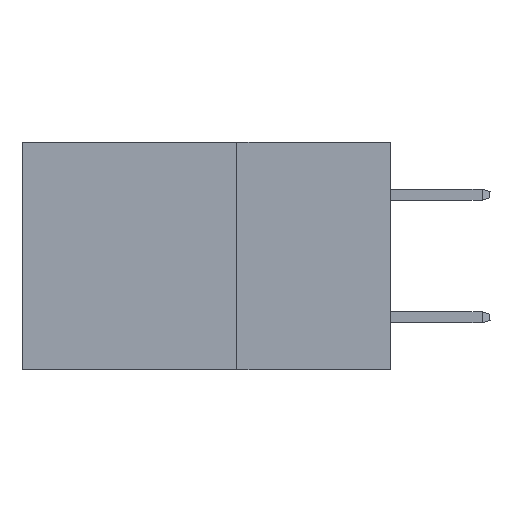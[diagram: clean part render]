
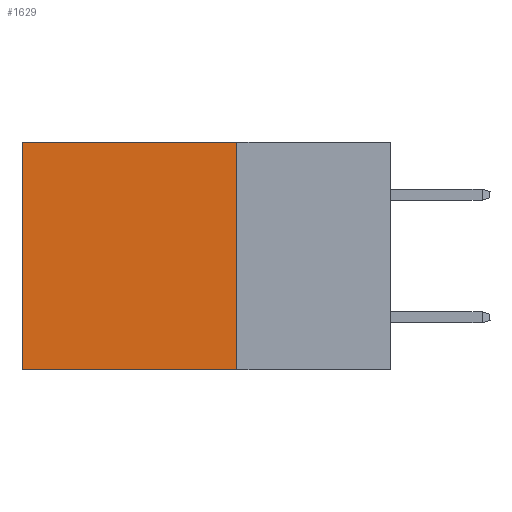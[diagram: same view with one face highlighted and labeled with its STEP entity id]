
A CAD part, left-side view. The second image highlights one B-rep face of the part: STEP entity #1629.
In plain terms, the highlighted planar face has unit normal (-1, 0, 0).
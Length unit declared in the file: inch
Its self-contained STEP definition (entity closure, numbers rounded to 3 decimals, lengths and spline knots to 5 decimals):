
#545 = VERTEX_POINT ( 'NONE', #1574 ) ;
#573 = CARTESIAN_POINT ( 'NONE',  ( 0.2875, 0.6, 0. ) ) ;
#651 = LINE ( 'NONE', #12826, #8013 ) ;
#1553 = LINE ( 'NONE', #7721, #5024 ) ;
#1574 = CARTESIAN_POINT ( 'NONE',  ( 0.2875, 0.25, 0. ) ) ;
#1629 = ADVANCED_FACE ( 'NONE', ( #13354 ), #8218, .F. ) ;
#1970 = CARTESIAN_POINT ( 'NONE',  ( 0.2875, 0.25, 0. ) ) ;
#2019 = CARTESIAN_POINT ( 'NONE',  ( 0.2875, 0.6, 0. ) ) ;
#2766 = ORIENTED_EDGE ( 'NONE', *, *, #5059, .T. ) ;
#3005 = DIRECTION ( 'NONE',  ( 0., 0., -1. ) ) ;
#3616 = DIRECTION ( 'NONE',  ( 0., 1., 0. ) ) ;
#3742 = EDGE_CURVE ( 'NONE', #545, #12022, #651, .T. ) ;
#4392 = AXIS2_PLACEMENT_3D ( 'NONE', #1970, #9271, #3005 ) ;
#4881 = LINE ( 'NONE', #2019, #13221 ) ;
#5024 = VECTOR ( 'NONE', #3616, 39.37008 ) ;
#5059 = EDGE_CURVE ( 'NONE', #7516, #11371, #4881, .T. ) ;
#5362 = VECTOR ( 'NONE', #10563, 39.37008 ) ;
#5581 = ORIENTED_EDGE ( 'NONE', *, *, #5838, .F. ) ;
#5838 = EDGE_CURVE ( 'NONE', #12022, #11371, #10919, .T. ) ;
#6000 = CARTESIAN_POINT ( 'NONE',  ( 0.2875, 0.25, -0.37 ) ) ;
#7516 = VERTEX_POINT ( 'NONE', #573 ) ;
#7721 = CARTESIAN_POINT ( 'NONE',  ( 0.2875, 0.25, 0. ) ) ;
#8013 = VECTOR ( 'NONE', #8617, 39.37008 ) ;
#8218 = PLANE ( 'NONE',  #4392 ) ;
#8238 = ORIENTED_EDGE ( 'NONE', *, *, #3742, .F. ) ;
#8617 = DIRECTION ( 'NONE',  ( 0., 0., -1. ) ) ;
#8912 = EDGE_LOOP ( 'NONE', ( #2766, #5581, #8238, #10143 ) ) ;
#9271 = DIRECTION ( 'NONE',  ( 1., 0., 0. ) ) ;
#10143 = ORIENTED_EDGE ( 'NONE', *, *, #11492, .T. ) ;
#10563 = DIRECTION ( 'NONE',  ( 0., 1., 0. ) ) ;
#10919 = LINE ( 'NONE', #6000, #5362 ) ;
#10923 = CARTESIAN_POINT ( 'NONE',  ( 0.2875, 0.6, -0.37 ) ) ;
#11371 = VERTEX_POINT ( 'NONE', #10923 ) ;
#11492 = EDGE_CURVE ( 'NONE', #545, #7516, #1553, .T. ) ;
#12022 = VERTEX_POINT ( 'NONE', #13218 ) ;
#12826 = CARTESIAN_POINT ( 'NONE',  ( 0.2875, 0.25, 0. ) ) ;
#13218 = CARTESIAN_POINT ( 'NONE',  ( 0.2875, 0.25, -0.37 ) ) ;
#13221 = VECTOR ( 'NONE', #13524, 39.37008 ) ;
#13354 = FACE_OUTER_BOUND ( 'NONE', #8912, .T. ) ;
#13524 = DIRECTION ( 'NONE',  ( 0., 0., -1. ) ) ;
